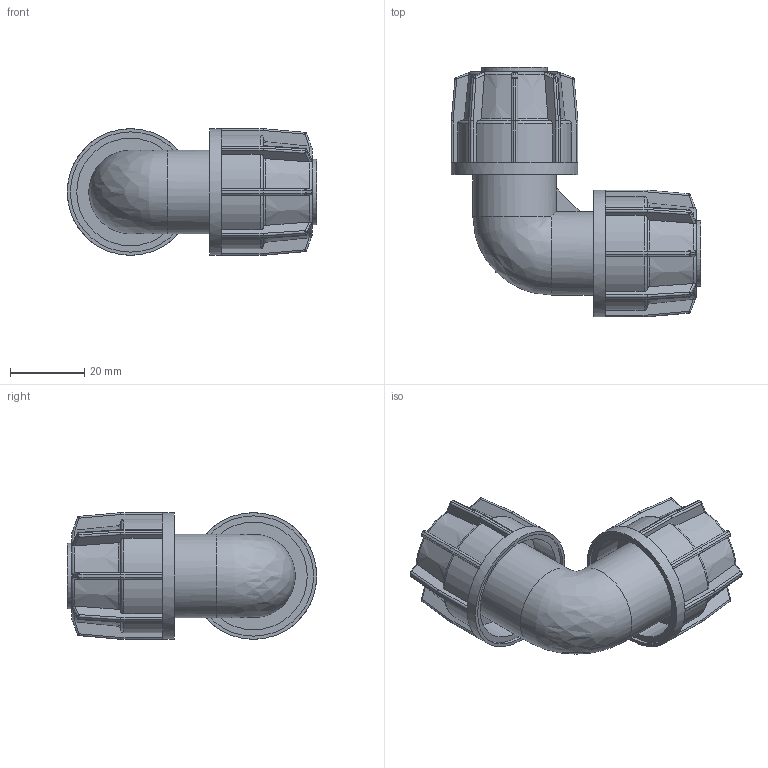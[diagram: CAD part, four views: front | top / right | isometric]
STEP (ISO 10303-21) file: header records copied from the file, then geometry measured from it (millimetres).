
FILE_DESCRIPTION(/* description */ ('PLASSON IRRIFIT ELBOW 16-16'),/* implementation_level */ '2;1');
FILE_NAME(/* name */ '040507016.ipt.stp',/* time_stamp */ '2018-04-09T12:59:46+03:00',/* author */ ('KIM'),/* organization */ (''),/* preprocessor_version */ 'ST-DEVELOPER v15.6',/* originating_system */ 'Autodesk Inventor 2015',/* authorisation */ '');
FILE_SCHEMA (('AUTOMOTIVE_DESIGN { 1 0 10303 214 3 1 1 }'));
Length unit declared in the file: millimetre
Products named in the file (1): 040507016
Bounding box: 67 x 67 x 34 mm (x, y, z)
Volume: 29292.7 mm3; surface area: 19670.5 mm2
Topology: 1 solids, 1 shells, 529 faces, 1271 edges, 731 vertices
Faces by surface type: plane 255, cylinder 158, sphere 64, torus 35, cone 16, bspline 1
Full cylindrical faces by diameter (mm): 16 x2, 17.6 x2, 19.2 x2, 22.4 x2, 28.9 x2, 32.3 x2, 34 x2
Entity records: 15682 total; most frequent: CARTESIAN_POINT 4096, DIRECTION 2436, ORIENTED_EDGE 2408, EDGE_CURVE 1204, AXIS2_PLACEMENT_3D 975, VERTEX_POINT 704, EDGE_LOOP 558, FACE_OUTER_BOUND 529
